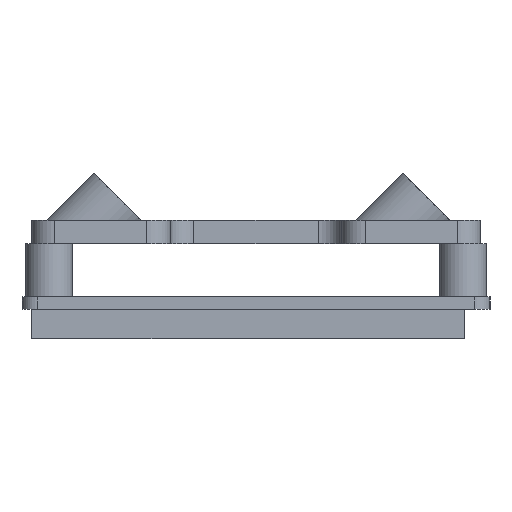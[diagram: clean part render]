
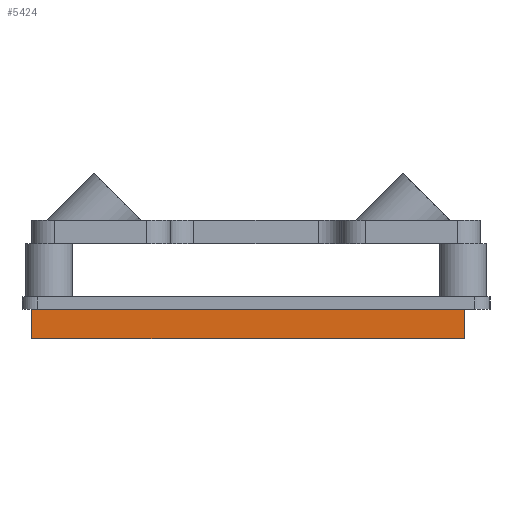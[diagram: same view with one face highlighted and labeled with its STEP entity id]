
A CAD part, left-side view. The second image highlights one B-rep face of the part: STEP entity #5424.
In plain terms, the highlighted planar face has unit normal (-1, 0, 0).
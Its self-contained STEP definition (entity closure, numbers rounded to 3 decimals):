
#5424 = ADVANCED_FACE('',(#5425),#5439,.T.);
#5425 = FACE_BOUND('',#5426,.T.);
#5426 = EDGE_LOOP('',(#5427,#5462,#5490,#5518));
#5427 = ORIENTED_EDGE('',*,*,#5428,.T.);
#5428 = EDGE_CURVE('',#5429,#5431,#5433,.T.);
#5429 = VERTEX_POINT('',#5430);
#5430 = CARTESIAN_POINT('',(-41.9,28.75,0.));
#5431 = VERTEX_POINT('',#5432);
#5432 = CARTESIAN_POINT('',(-41.9,28.75,-3.8));
#5433 = SURFACE_CURVE('',#5434,(#5438,#5450),.PCURVE_S1.);
#5434 = LINE('',#5435,#5436);
#5435 = CARTESIAN_POINT('',(-41.9,28.75,0.));
#5436 = VECTOR('',#5437,1.);
#5437 = DIRECTION('',(-0.,-0.,-1.));
#5438 = PCURVE('',#5439,#5444);
#5439 = PLANE('',#5440);
#5440 = AXIS2_PLACEMENT_3D('',#5441,#5442,#5443);
#5441 = CARTESIAN_POINT('',(-41.9,28.75,0.));
#5442 = DIRECTION('',(-1.,0.,0.));
#5443 = DIRECTION('',(0.,-1.,0.));
#5444 = DEFINITIONAL_REPRESENTATION('',(#5445),#5449);
#5445 = LINE('',#5446,#5447);
#5446 = CARTESIAN_POINT('',(0.,0.));
#5447 = VECTOR('',#5448,1.);
#5448 = DIRECTION('',(0.,-1.));
#5449 = ( GEOMETRIC_REPRESENTATION_CONTEXT(2) 
PARAMETRIC_REPRESENTATION_CONTEXT() REPRESENTATION_CONTEXT('2D SPACE',''
  ) );
#5450 = PCURVE('',#5451,#5456);
#5451 = PLANE('',#5452);
#5452 = AXIS2_PLACEMENT_3D('',#5453,#5454,#5455);
#5453 = CARTESIAN_POINT('',(-41.9,28.75,0.));
#5454 = DIRECTION('',(0.,-1.,0.));
#5455 = DIRECTION('',(1.,0.,0.));
#5456 = DEFINITIONAL_REPRESENTATION('',(#5457),#5461);
#5457 = LINE('',#5458,#5459);
#5458 = CARTESIAN_POINT('',(0.,0.));
#5459 = VECTOR('',#5460,1.);
#5460 = DIRECTION('',(0.,-1.));
#5461 = ( GEOMETRIC_REPRESENTATION_CONTEXT(2) 
PARAMETRIC_REPRESENTATION_CONTEXT() REPRESENTATION_CONTEXT('2D SPACE',''
  ) );
#5462 = ORIENTED_EDGE('',*,*,#5463,.T.);
#5463 = EDGE_CURVE('',#5431,#5464,#5466,.T.);
#5464 = VERTEX_POINT('',#5465);
#5465 = CARTESIAN_POINT('',(-41.9,-26.75,-3.8));
#5466 = SURFACE_CURVE('',#5467,(#5471,#5478),.PCURVE_S1.);
#5467 = LINE('',#5468,#5469);
#5468 = CARTESIAN_POINT('',(-41.9,1.,-3.8));
#5469 = VECTOR('',#5470,1.);
#5470 = DIRECTION('',(0.,-1.,0.));
#5471 = PCURVE('',#5439,#5472);
#5472 = DEFINITIONAL_REPRESENTATION('',(#5473),#5477);
#5473 = LINE('',#5474,#5475);
#5474 = CARTESIAN_POINT('',(27.75,-3.8));
#5475 = VECTOR('',#5476,1.);
#5476 = DIRECTION('',(1.,0.));
#5477 = ( GEOMETRIC_REPRESENTATION_CONTEXT(2) 
PARAMETRIC_REPRESENTATION_CONTEXT() REPRESENTATION_CONTEXT('2D SPACE',''
  ) );
#5478 = PCURVE('',#5479,#5484);
#5479 = PLANE('',#5480);
#5480 = AXIS2_PLACEMENT_3D('',#5481,#5482,#5483);
#5481 = CARTESIAN_POINT('',(0.4,1.,-3.8));
#5482 = DIRECTION('',(0.,0.,-1.));
#5483 = DIRECTION('',(1.,0.,0.));
#5484 = DEFINITIONAL_REPRESENTATION('',(#5485),#5489);
#5485 = LINE('',#5486,#5487);
#5486 = CARTESIAN_POINT('',(-42.3,0.));
#5487 = VECTOR('',#5488,1.);
#5488 = DIRECTION('',(0.,1.));
#5489 = ( GEOMETRIC_REPRESENTATION_CONTEXT(2) 
PARAMETRIC_REPRESENTATION_CONTEXT() REPRESENTATION_CONTEXT('2D SPACE',''
  ) );
#5490 = ORIENTED_EDGE('',*,*,#5491,.F.);
#5491 = EDGE_CURVE('',#5492,#5464,#5494,.T.);
#5492 = VERTEX_POINT('',#5493);
#5493 = CARTESIAN_POINT('',(-41.9,-26.75,0.));
#5494 = SURFACE_CURVE('',#5495,(#5499,#5506),.PCURVE_S1.);
#5495 = LINE('',#5496,#5497);
#5496 = CARTESIAN_POINT('',(-41.9,-26.75,0.));
#5497 = VECTOR('',#5498,1.);
#5498 = DIRECTION('',(-0.,-0.,-1.));
#5499 = PCURVE('',#5439,#5500);
#5500 = DEFINITIONAL_REPRESENTATION('',(#5501),#5505);
#5501 = LINE('',#5502,#5503);
#5502 = CARTESIAN_POINT('',(55.5,0.));
#5503 = VECTOR('',#5504,1.);
#5504 = DIRECTION('',(0.,-1.));
#5505 = ( GEOMETRIC_REPRESENTATION_CONTEXT(2) 
PARAMETRIC_REPRESENTATION_CONTEXT() REPRESENTATION_CONTEXT('2D SPACE',''
  ) );
#5506 = PCURVE('',#5507,#5512);
#5507 = PLANE('',#5508);
#5508 = AXIS2_PLACEMENT_3D('',#5509,#5510,#5511);
#5509 = CARTESIAN_POINT('',(-41.9,-26.75,0.));
#5510 = DIRECTION('',(0.,-1.,0.));
#5511 = DIRECTION('',(1.,0.,0.));
#5512 = DEFINITIONAL_REPRESENTATION('',(#5513),#5517);
#5513 = LINE('',#5514,#5515);
#5514 = CARTESIAN_POINT('',(0.,0.));
#5515 = VECTOR('',#5516,1.);
#5516 = DIRECTION('',(0.,-1.));
#5517 = ( GEOMETRIC_REPRESENTATION_CONTEXT(2) 
PARAMETRIC_REPRESENTATION_CONTEXT() REPRESENTATION_CONTEXT('2D SPACE',''
  ) );
#5518 = ORIENTED_EDGE('',*,*,#5519,.F.);
#5519 = EDGE_CURVE('',#5429,#5492,#5520,.T.);
#5520 = SURFACE_CURVE('',#5521,(#5525,#5532),.PCURVE_S1.);
#5521 = LINE('',#5522,#5523);
#5522 = CARTESIAN_POINT('',(-41.9,1.,0.));
#5523 = VECTOR('',#5524,1.);
#5524 = DIRECTION('',(0.,-1.,0.));
#5525 = PCURVE('',#5439,#5526);
#5526 = DEFINITIONAL_REPRESENTATION('',(#5527),#5531);
#5527 = LINE('',#5528,#5529);
#5528 = CARTESIAN_POINT('',(27.75,0.));
#5529 = VECTOR('',#5530,1.);
#5530 = DIRECTION('',(1.,0.));
#5531 = ( GEOMETRIC_REPRESENTATION_CONTEXT(2) 
PARAMETRIC_REPRESENTATION_CONTEXT() REPRESENTATION_CONTEXT('2D SPACE',''
  ) );
#5532 = PCURVE('',#5533,#5538);
#5533 = PLANE('',#5534);
#5534 = AXIS2_PLACEMENT_3D('',#5535,#5536,#5537);
#5535 = CARTESIAN_POINT('',(0.4,1.,0.));
#5536 = DIRECTION('',(0.,0.,-1.));
#5537 = DIRECTION('',(1.,0.,0.));
#5538 = DEFINITIONAL_REPRESENTATION('',(#5539),#5543);
#5539 = LINE('',#5540,#5541);
#5540 = CARTESIAN_POINT('',(-42.3,0.));
#5541 = VECTOR('',#5542,1.);
#5542 = DIRECTION('',(0.,1.));
#5543 = ( GEOMETRIC_REPRESENTATION_CONTEXT(2) 
PARAMETRIC_REPRESENTATION_CONTEXT() REPRESENTATION_CONTEXT('2D SPACE',''
  ) );
